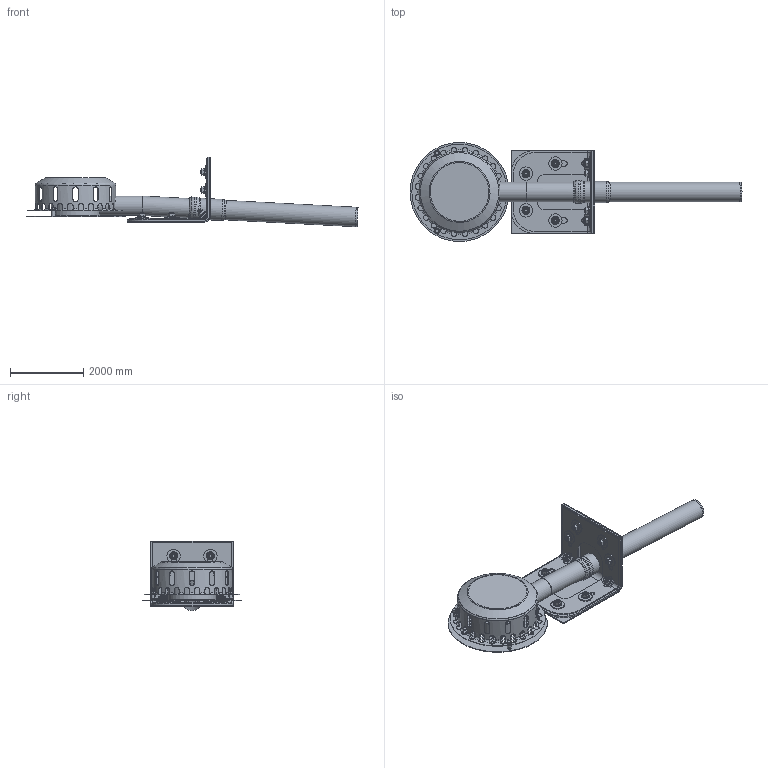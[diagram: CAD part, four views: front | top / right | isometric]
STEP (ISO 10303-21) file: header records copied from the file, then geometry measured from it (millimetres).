
FILE_DESCRIPTION(/* description */ (''),/* implementation_level */ '2;1');
FILE_NAME(/* name */ '01341.050X_3D.stp',/* time_stamp */ '2024-12-11T13:24:26+01:00',/* author */ ('CAD'),/* organization */ (''),/* preprocessor_version */ 'ST-DEVELOPER v20',/* originating_system */ 'AutoCAD Mechanical',/* authorisation */ '');
FILE_SCHEMA (('AUTOMOTIVE_DESIGN { 1 0 10303 214 3 1 1 }'));
Length unit declared in the file: centimetre
Products named in the file (1): Product
Bounding box: 9041.79 x 2700 x 1889.43 mm (x, y, z)
Volume: 1059269762.4 mm3; surface area: 108766870.7 mm2
Topology: 40 solids, 90 shells, 2339 faces, 6654 edges, 4378 vertices
Faces by surface type: plane 1746, cone 310, cylinder 202, torus 72, bspline 9
Full cylindrical faces by diameter (mm): 60 x2, 80 x2, 83.76 x10, 99.999 x8, 100 x4, 120 x11, 365 x8, 510 x3, 530 x4, 558 x1, 578 x2, 590 x1, 598 x3, 600 x1, 618 x2, 1290 x1, 1330 x2, 2180 x1, 2200 x1, 2700 x1
Entity records: 82944 total; most frequent: CARTESIAN_POINT 20722, ORIENTED_EDGE 13180, DIRECTION 11608, EDGE_CURVE 6654, LINE 5270, VECTOR 5270, VERTEX_POINT 4378, AXIS2_PLACEMENT_3D 3169
